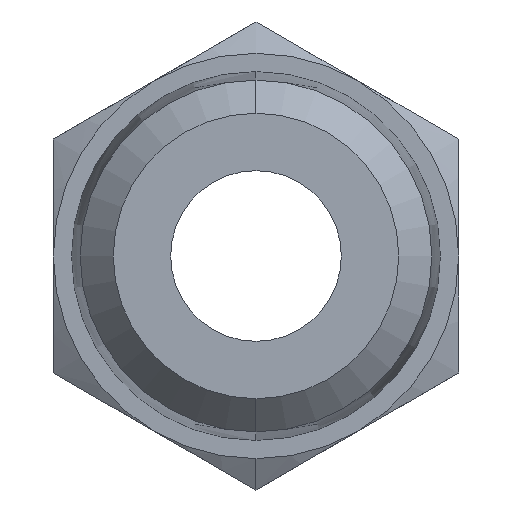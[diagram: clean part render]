
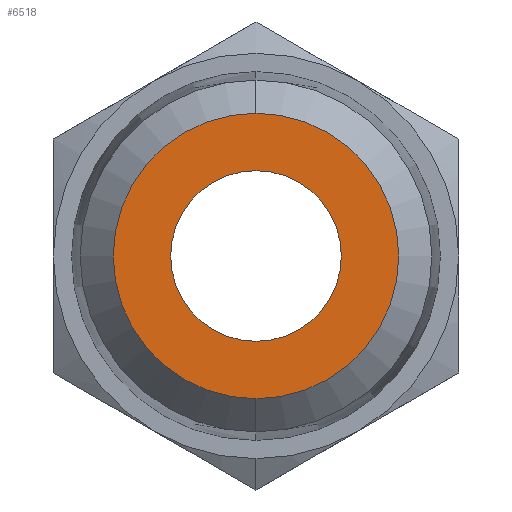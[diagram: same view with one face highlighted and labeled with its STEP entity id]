
A CAD part, left-side view. The second image highlights one B-rep face of the part: STEP entity #6518.
In plain terms, the highlighted planar face has unit normal (-1, 0, 0).
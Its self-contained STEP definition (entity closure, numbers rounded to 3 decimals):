
#266 = ORIENTED_EDGE ( 'NONE', *, *, #11548, .T. ) ;
#736 = EDGE_CURVE ( 'NONE', #6850, #13969, #14085, .T. ) ;
#1063 = CARTESIAN_POINT ( 'NONE',  ( -19., 0., 0. ) ) ;
#1424 = AXIS2_PLACEMENT_3D ( 'NONE', #7698, #5420, #13483 ) ;
#2126 = EDGE_CURVE ( 'NONE', #13969, #6850, #6559, .T. ) ;
#2699 = CARTESIAN_POINT ( 'NONE',  ( -19., 0., 0. ) ) ;
#4379 = AXIS2_PLACEMENT_3D ( 'NONE', #1063, #8958, #12326 ) ;
#4949 = ORIENTED_EDGE ( 'NONE', *, *, #9016, .T. ) ;
#4987 = DIRECTION ( 'NONE',  ( -1., 0., 0. ) ) ;
#4994 = EDGE_LOOP ( 'NONE', ( #11361, #11109 ) ) ;
#5420 = DIRECTION ( 'NONE',  ( 1., 0., 0. ) ) ;
#5498 = CIRCLE ( 'NONE', #1424, 4. ) ;
#5562 = AXIS2_PLACEMENT_3D ( 'NONE', #14538, #11047, #8594 ) ;
#5751 = EDGE_LOOP ( 'NONE', ( #266, #4949 ) ) ;
#6247 = VERTEX_POINT ( 'NONE', #14026 ) ;
#6518 = ADVANCED_FACE ( 'NONE', ( #14358, #11104 ), #14810, .T. ) ;
#6559 = CIRCLE ( 'NONE', #8763, 6.691 ) ;
#6810 = AXIS2_PLACEMENT_3D ( 'NONE', #2699, #7292, #10605 ) ;
#6850 = VERTEX_POINT ( 'NONE', #13643 ) ;
#7198 = DIRECTION ( 'NONE',  ( 0., 0., 1. ) ) ;
#7292 = DIRECTION ( 'NONE',  ( 1., 0., 0. ) ) ;
#7698 = CARTESIAN_POINT ( 'NONE',  ( -19., 0., 0. ) ) ;
#8594 = DIRECTION ( 'NONE',  ( 0., 0., 1. ) ) ;
#8763 = AXIS2_PLACEMENT_3D ( 'NONE', #12937, #4987, #7198 ) ;
#8958 = DIRECTION ( 'NONE',  ( -1., 0., 0. ) ) ;
#9016 = EDGE_CURVE ( 'NONE', #9831, #6247, #5498, .T. ) ;
#9831 = VERTEX_POINT ( 'NONE', #11870 ) ;
#9913 = CIRCLE ( 'NONE', #6810, 4. ) ;
#10605 = DIRECTION ( 'NONE',  ( 0., 0., -1. ) ) ;
#11047 = DIRECTION ( 'NONE',  ( -1., 0., 0. ) ) ;
#11104 = FACE_OUTER_BOUND ( 'NONE', #4994, .T. ) ;
#11109 = ORIENTED_EDGE ( 'NONE', *, *, #736, .T. ) ;
#11361 = ORIENTED_EDGE ( 'NONE', *, *, #2126, .T. ) ;
#11548 = EDGE_CURVE ( 'NONE', #6247, #9831, #9913, .T. ) ;
#11870 = CARTESIAN_POINT ( 'NONE',  ( -19., 0., 4. ) ) ;
#12326 = DIRECTION ( 'NONE',  ( 0., 0., -1. ) ) ;
#12937 = CARTESIAN_POINT ( 'NONE',  ( -19., 0., 0. ) ) ;
#13483 = DIRECTION ( 'NONE',  ( 0., 0., -1. ) ) ;
#13540 = CARTESIAN_POINT ( 'NONE',  ( -19., 0., -6.691 ) ) ;
#13643 = CARTESIAN_POINT ( 'NONE',  ( -19., 0., 6.691 ) ) ;
#13969 = VERTEX_POINT ( 'NONE', #13540 ) ;
#14026 = CARTESIAN_POINT ( 'NONE',  ( -19., 0., -4. ) ) ;
#14085 = CIRCLE ( 'NONE', #5562, 6.691 ) ;
#14358 = FACE_BOUND ( 'NONE', #5751, .T. ) ;
#14538 = CARTESIAN_POINT ( 'NONE',  ( -19., 0., 0. ) ) ;
#14810 = PLANE ( 'NONE',  #4379 ) ;
